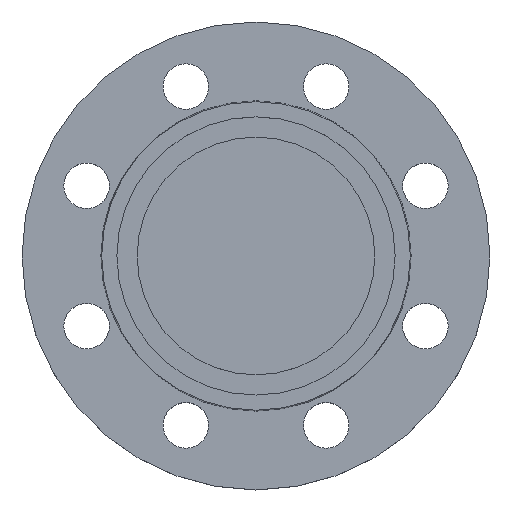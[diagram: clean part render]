
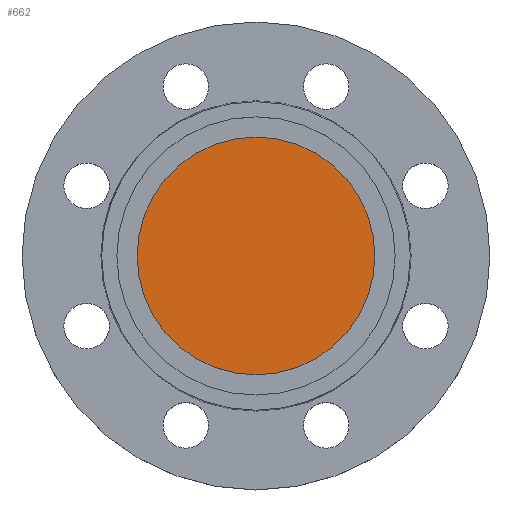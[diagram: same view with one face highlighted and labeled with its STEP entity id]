
A CAD part, top view. The second image highlights one B-rep face of the part: STEP entity #662.
In plain terms, the highlighted planar face has unit normal (0, 0, 1).
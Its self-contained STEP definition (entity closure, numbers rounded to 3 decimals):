
#42 = CIRCLE ( 'NONE', #43, 47. ) ;
#43 = AXIS2_PLACEMENT_3D ( 'NONE', #384, #381, #50 ) ;
#50 = DIRECTION ( 'NONE',  ( -1., 0., 0. ) ) ;
#201 = CARTESIAN_POINT ( 'NONE',  ( 47., 0., 0. ) ) ;
#270 = AXIS2_PLACEMENT_3D ( 'NONE', #339, #338, #337 ) ;
#280 = CARTESIAN_POINT ( 'NONE',  ( -47., 0., 0. ) ) ;
#301 = DIRECTION ( 'NONE',  ( -1., 0., 0. ) ) ;
#303 = DIRECTION ( 'NONE',  ( 0., 0., -1. ) ) ;
#305 = CARTESIAN_POINT ( 'NONE',  ( 0., 0., 0. ) ) ;
#337 = DIRECTION ( 'NONE',  ( 1., 0., 0. ) ) ;
#338 = DIRECTION ( 'NONE',  ( 0., 0., 1. ) ) ;
#339 = CARTESIAN_POINT ( 'NONE',  ( 0., 0., 0. ) ) ;
#342 = PLANE ( 'NONE',  #270 ) ;
#343 = FACE_OUTER_BOUND ( 'NONE', #880, .T. ) ;
#381 = DIRECTION ( 'NONE',  ( 0., 0., -1. ) ) ;
#384 = CARTESIAN_POINT ( 'NONE',  ( 0., 0., 0. ) ) ;
#466 = CIRCLE ( 'NONE', #476, 47. ) ;
#476 = AXIS2_PLACEMENT_3D ( 'NONE', #305, #303, #301 ) ;
#483 = EDGE_CURVE ( 'NONE', #727, #688, #42, .T. ) ;
#662 = ADVANCED_FACE ( 'NONE', ( #343 ), #342, .T. ) ;
#675 = EDGE_CURVE ( 'NONE', #688, #727, #466, .T. ) ;
#688 = VERTEX_POINT ( 'NONE', #280 ) ;
#727 = VERTEX_POINT ( 'NONE', #201 ) ;
#822 = ORIENTED_EDGE ( 'NONE', *, *, #675, .F. ) ;
#823 = ORIENTED_EDGE ( 'NONE', *, *, #483, .F. ) ;
#880 = EDGE_LOOP ( 'NONE', ( #822, #823 ) ) ;
